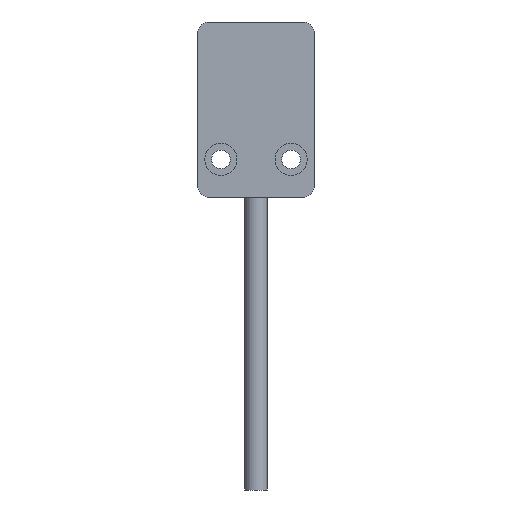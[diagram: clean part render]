
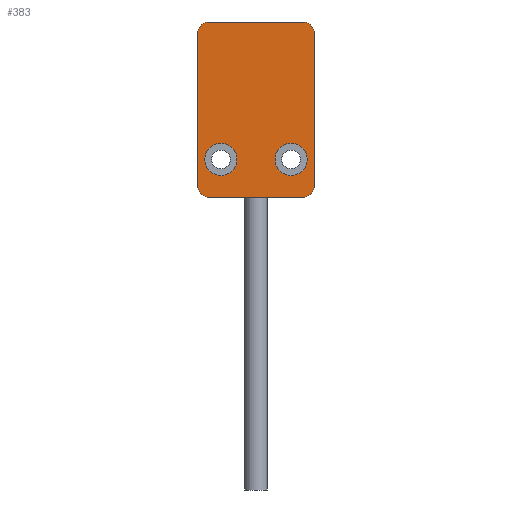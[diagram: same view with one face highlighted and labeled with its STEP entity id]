
A CAD part, left-side view. The second image highlights one B-rep face of the part: STEP entity #383.
In plain terms, the highlighted face is planar.
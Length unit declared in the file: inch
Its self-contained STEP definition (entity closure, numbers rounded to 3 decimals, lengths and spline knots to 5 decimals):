
#7 = DIRECTION ( 'NONE',  ( 1., 0., 0. ) ) ;
#8 = VERTEX_POINT ( 'NONE', #116 ) ;
#36 = LINE ( 'NONE', #1004, #1381 ) ;
#57 = DIRECTION ( 'NONE',  ( 0., 1., 0. ) ) ;
#66 = EDGE_CURVE ( 'NONE', #425, #1259, #686, .T. ) ;
#97 = CIRCLE ( 'NONE', #797, 0.07874 ) ;
#101 = VERTEX_POINT ( 'NONE', #2024 ) ;
#106 = ORIENTED_EDGE ( 'NONE', *, *, #196, .F. ) ;
#115 = EDGE_LOOP ( 'NONE', ( #549, #2227 ) ) ;
#116 = CARTESIAN_POINT ( 'NONE',  ( -0.27559, 0.31496, 0. ) ) ;
#120 = CIRCLE ( 'NONE', #1930, 0.07874 ) ;
#147 = DIRECTION ( 'NONE',  ( 0., 1., 0. ) ) ;
#153 = VECTOR ( 'NONE', #57, 39.37008 ) ;
#192 = CARTESIAN_POINT ( 'NONE',  ( 0.90551, 0.31496, 0. ) ) ;
#196 = EDGE_CURVE ( 'NONE', #1900, #101, #1453, .T. ) ;
#206 = CARTESIAN_POINT ( 'NONE',  ( -0.19685, -0.31496, 0. ) ) ;
#277 = DIRECTION ( 'NONE',  ( -1., 0., 0. ) ) ;
#317 = AXIS2_PLACEMENT_3D ( 'NONE', #395, #557, #1093 ) ;
#339 = FACE_BOUND ( 'NONE', #574, .T. ) ;
#360 = CIRCLE ( 'NONE', #1111, 0.10827 ) ;
#368 = CARTESIAN_POINT ( 'NONE',  ( 0.64961, -0.23622, 0. ) ) ;
#376 = DIRECTION ( 'NONE',  ( 0., 0., -1. ) ) ;
#383 = ADVANCED_FACE ( 'NONE', ( #1365, #339, #843 ), #578, .T. ) ;
#395 = CARTESIAN_POINT ( 'NONE',  ( 0.82677, -0.31496, 0. ) ) ;
#397 = ORIENTED_EDGE ( 'NONE', *, *, #918, .T. ) ;
#425 = VERTEX_POINT ( 'NONE', #911 ) ;
#455 = AXIS2_PLACEMENT_3D ( 'NONE', #542, #1074, #882 ) ;
#469 = DIRECTION ( 'NONE',  ( 0., 0., 1. ) ) ;
#482 = ORIENTED_EDGE ( 'NONE', *, *, #2223, .T. ) ;
#484 = AXIS2_PLACEMENT_3D ( 'NONE', #368, #1737, #907 ) ;
#542 = CARTESIAN_POINT ( 'NONE',  ( 0.64961, 0.23622, 0. ) ) ;
#547 = EDGE_CURVE ( 'NONE', #1135, #891, #360, .T. ) ;
#549 = ORIENTED_EDGE ( 'NONE', *, *, #547, .T. ) ;
#557 = DIRECTION ( 'NONE',  ( 0., 0., -1. ) ) ;
#574 = EDGE_LOOP ( 'NONE', ( #397, #1687 ) ) ;
#578 = PLANE ( 'NONE',  #317 ) ;
#625 = CARTESIAN_POINT ( 'NONE',  ( 0.82677, 0.31496, 0. ) ) ;
#632 = CARTESIAN_POINT ( 'NONE',  ( 0.82677, -0.3937, 0. ) ) ;
#634 = DIRECTION ( 'NONE',  ( 1., 0., 0. ) ) ;
#653 = ORIENTED_EDGE ( 'NONE', *, *, #931, .T. ) ;
#676 = EDGE_CURVE ( 'NONE', #101, #2019, #1329, .T. ) ;
#679 = CARTESIAN_POINT ( 'NONE',  ( -0.19685, 0.3937, 0. ) ) ;
#686 = CIRCLE ( 'NONE', #1328, 0.10827 ) ;
#718 = CARTESIAN_POINT ( 'NONE',  ( -0.27559, -0.31496, 0. ) ) ;
#773 = EDGE_CURVE ( 'NONE', #8, #909, #1938, .T. ) ;
#797 = AXIS2_PLACEMENT_3D ( 'NONE', #206, #376, #888 ) ;
#827 = CARTESIAN_POINT ( 'NONE',  ( -0.19685, -0.3937, 0. ) ) ;
#843 = FACE_BOUND ( 'NONE', #115, .T. ) ;
#868 = VECTOR ( 'NONE', #277, 39.37008 ) ;
#882 = DIRECTION ( 'NONE',  ( 1., 0., 0. ) ) ;
#888 = DIRECTION ( 'NONE',  ( 1., 0., 0. ) ) ;
#891 = VERTEX_POINT ( 'NONE', #1191 ) ;
#907 = DIRECTION ( 'NONE',  ( 1., 0., 0. ) ) ;
#909 = VERTEX_POINT ( 'NONE', #679 ) ;
#911 = CARTESIAN_POINT ( 'NONE',  ( 0.54134, -0.23622, 0. ) ) ;
#918 = EDGE_CURVE ( 'NONE', #1259, #425, #1246, .T. ) ;
#925 = CIRCLE ( 'NONE', #455, 0.10827 ) ;
#931 = EDGE_CURVE ( 'NONE', #2197, #2078, #97, .T. ) ;
#950 = DIRECTION ( 'NONE',  ( 1., 0., 0. ) ) ;
#952 = EDGE_LOOP ( 'NONE', ( #1520, #1043, #106, #1216, #653, #1792, #1455, #482 ) ) ;
#957 = EDGE_CURVE ( 'NONE', #891, #1135, #925, .T. ) ;
#1004 = CARTESIAN_POINT ( 'NONE',  ( 0.82677, 0.3937, 0. ) ) ;
#1043 = ORIENTED_EDGE ( 'NONE', *, *, #676, .F. ) ;
#1050 = CARTESIAN_POINT ( 'NONE',  ( -0.19685, 0.31496, 0. ) ) ;
#1051 = AXIS2_PLACEMENT_3D ( 'NONE', #1548, #1194, #1712 ) ;
#1074 = DIRECTION ( 'NONE',  ( 0., 0., 1. ) ) ;
#1093 = DIRECTION ( 'NONE',  ( -1., 0., 0. ) ) ;
#1111 = AXIS2_PLACEMENT_3D ( 'NONE', #1823, #1976, #1639 ) ;
#1112 = CARTESIAN_POINT ( 'NONE',  ( -0.27559, -0.31496, 0. ) ) ;
#1132 = CARTESIAN_POINT ( 'NONE',  ( 0.75787, -0.23622, 0. ) ) ;
#1135 = VERTEX_POINT ( 'NONE', #2121 ) ;
#1160 = CARTESIAN_POINT ( 'NONE',  ( 0.90551, 0.31496, 0. ) ) ;
#1174 = CARTESIAN_POINT ( 'NONE',  ( 0.82677, -0.3937, 0. ) ) ;
#1191 = CARTESIAN_POINT ( 'NONE',  ( 0.54134, 0.23622, 0. ) ) ;
#1194 = DIRECTION ( 'NONE',  ( 0., 0., 1. ) ) ;
#1216 = ORIENTED_EDGE ( 'NONE', *, *, #1241, .T. ) ;
#1241 = EDGE_CURVE ( 'NONE', #1900, #2197, #1244, .T. ) ;
#1244 = LINE ( 'NONE', #632, #868 ) ;
#1246 = CIRCLE ( 'NONE', #484, 0.10827 ) ;
#1259 = VERTEX_POINT ( 'NONE', #1132 ) ;
#1306 = DIRECTION ( 'NONE',  ( 0., 0., 1. ) ) ;
#1328 = AXIS2_PLACEMENT_3D ( 'NONE', #1511, #469, #1674 ) ;
#1329 = LINE ( 'NONE', #1160, #1761 ) ;
#1365 = FACE_OUTER_BOUND ( 'NONE', #952, .T. ) ;
#1381 = VECTOR ( 'NONE', #634, 39.37008 ) ;
#1453 = CIRCLE ( 'NONE', #1051, 0.07874 ) ;
#1455 = ORIENTED_EDGE ( 'NONE', *, *, #773, .T. ) ;
#1464 = EDGE_CURVE ( 'NONE', #2078, #8, #1859, .T. ) ;
#1511 = CARTESIAN_POINT ( 'NONE',  ( 0.64961, -0.23622, 0. ) ) ;
#1520 = ORIENTED_EDGE ( 'NONE', *, *, #2064, .F. ) ;
#1548 = CARTESIAN_POINT ( 'NONE',  ( 0.82677, -0.31496, 0. ) ) ;
#1639 = DIRECTION ( 'NONE',  ( 1., 0., 0. ) ) ;
#1674 = DIRECTION ( 'NONE',  ( 1., 0., 0. ) ) ;
#1687 = ORIENTED_EDGE ( 'NONE', *, *, #66, .T. ) ;
#1712 = DIRECTION ( 'NONE',  ( 1., 0., 0. ) ) ;
#1737 = DIRECTION ( 'NONE',  ( 0., 0., 1. ) ) ;
#1761 = VECTOR ( 'NONE', #147, 39.37008 ) ;
#1777 = VERTEX_POINT ( 'NONE', #2025 ) ;
#1792 = ORIENTED_EDGE ( 'NONE', *, *, #1464, .T. ) ;
#1823 = CARTESIAN_POINT ( 'NONE',  ( 0.64961, 0.23622, 0. ) ) ;
#1859 = LINE ( 'NONE', #718, #153 ) ;
#1893 = AXIS2_PLACEMENT_3D ( 'NONE', #1050, #2036, #7 ) ;
#1900 = VERTEX_POINT ( 'NONE', #1174 ) ;
#1930 = AXIS2_PLACEMENT_3D ( 'NONE', #625, #1306, #950 ) ;
#1938 = CIRCLE ( 'NONE', #1893, 0.07874 ) ;
#1976 = DIRECTION ( 'NONE',  ( 0., 0., 1. ) ) ;
#2019 = VERTEX_POINT ( 'NONE', #192 ) ;
#2024 = CARTESIAN_POINT ( 'NONE',  ( 0.90551, -0.31496, 0. ) ) ;
#2025 = CARTESIAN_POINT ( 'NONE',  ( 0.82677, 0.3937, 0. ) ) ;
#2036 = DIRECTION ( 'NONE',  ( 0., 0., -1. ) ) ;
#2064 = EDGE_CURVE ( 'NONE', #2019, #1777, #120, .T. ) ;
#2078 = VERTEX_POINT ( 'NONE', #1112 ) ;
#2121 = CARTESIAN_POINT ( 'NONE',  ( 0.75787, 0.23622, 0. ) ) ;
#2197 = VERTEX_POINT ( 'NONE', #827 ) ;
#2223 = EDGE_CURVE ( 'NONE', #909, #1777, #36, .T. ) ;
#2227 = ORIENTED_EDGE ( 'NONE', *, *, #957, .T. ) ;
